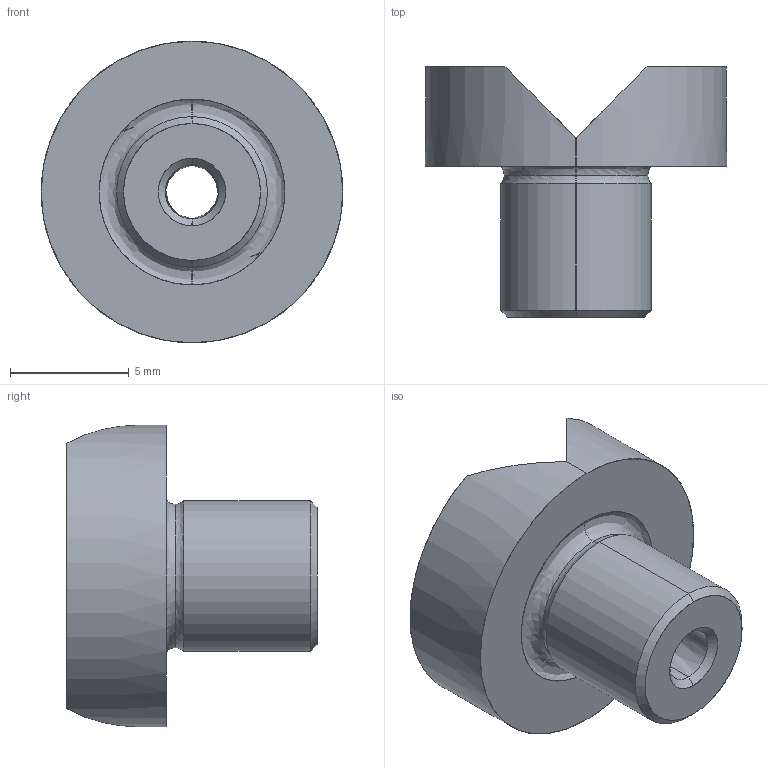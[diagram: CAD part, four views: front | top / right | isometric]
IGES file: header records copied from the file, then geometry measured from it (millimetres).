
Start section: SolidWorks IGES file using analytic representation for surfaces
Global section: file name: 187-VB-CPM.IGS; native system: SolidWorks 2012; preprocessor: SolidWorks 2012; author: Robert J. Villegas; date: 120318.214511; units: inch
Bounding box: 12.7 x 10.54 x 12.7 mm (x, y, z)
Surface area: 606.6 mm2 (no closed solid volume)
Topology: 0 solids, 0 shells, 20 faces, 306 edges, 306 vertices
Faces by surface type: bspline 10, revolution 10
